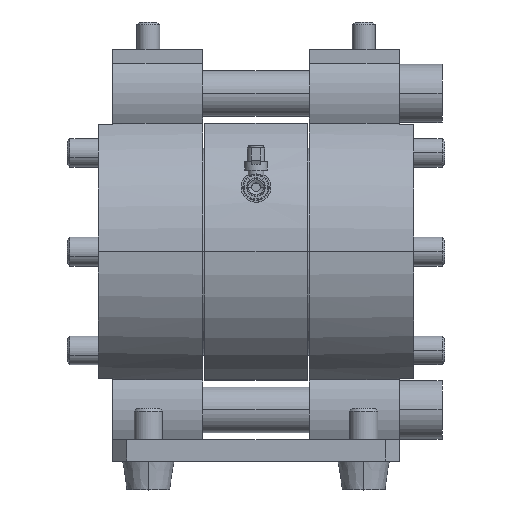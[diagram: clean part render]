
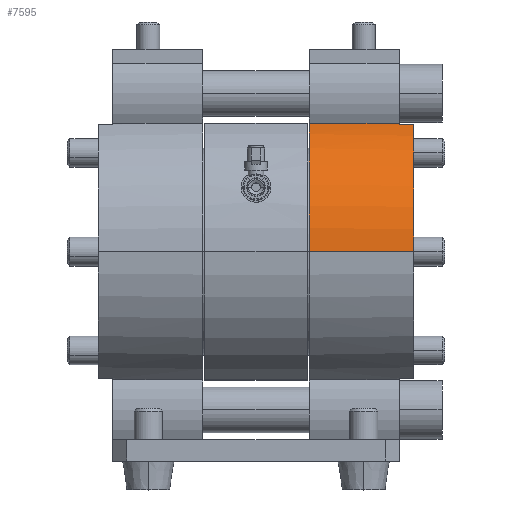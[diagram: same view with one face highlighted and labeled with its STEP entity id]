
A CAD part, top view. The second image highlights one B-rep face of the part: STEP entity #7595.
In plain terms, the highlighted cylindrical face has radius 98 mm (diameter 196 mm), a partial arc.
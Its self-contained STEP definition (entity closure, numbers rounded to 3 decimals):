
#528 = CARTESIAN_POINT ( 'NONE',  ( 12.245, -6.118, 98. ) ) ;
#529 = DIRECTION ( 'NONE',  ( -1., 0., 0. ) ) ;
#530 = VECTOR ( 'NONE', #529, 1000. ) ;
#531 = CARTESIAN_POINT ( 'NONE',  ( 85.245, -6.118, 98. ) ) ;
#532 = LINE ( 'NONE', #531, #530 ) ;
#534 = CARTESIAN_POINT ( 'NONE',  ( 85.245, -6.118, 98. ) ) ;
#1413 = CARTESIAN_POINT ( 'NONE',  ( 12.245, 83.882, 38.781 ) ) ;
#1414 = DIRECTION ( 'NONE',  ( 0., 0., -1. ) ) ;
#1415 = DIRECTION ( 'NONE',  ( 1., 0., 0. ) ) ;
#1416 = CARTESIAN_POINT ( 'NONE',  ( 12.245, -6.118, 0. ) ) ;
#1417 = AXIS2_PLACEMENT_3D ( 'NONE', #1416, #1415, #1414 ) ;
#1418 = CIRCLE ( 'NONE', #1417, 98. ) ;
#1771 = DIRECTION ( 'NONE',  ( -1., 0., 0. ) ) ;
#1772 = VECTOR ( 'NONE', #1771, 1000. ) ;
#1773 = CARTESIAN_POINT ( 'NONE',  ( 75.245, 83.882, 38.781 ) ) ;
#1774 = LINE ( 'NONE', #1773, #1772 ) ;
#1779 = CARTESIAN_POINT ( 'NONE',  ( 75.245, 83.882, 38.781 ) ) ;
#2216 = CARTESIAN_POINT ( 'NONE',  ( 75.245, 82.882, 41.024 ) ) ;
#2217 = DIRECTION ( 'NONE',  ( -1., 0., 0. ) ) ;
#2218 = VECTOR ( 'NONE', #2217, 1000. ) ;
#2219 = CARTESIAN_POINT ( 'NONE',  ( 85.245, 82.882, 41.024 ) ) ;
#2220 = LINE ( 'NONE', #2219, #2218 ) ;
#2221 = CARTESIAN_POINT ( 'NONE',  ( 85.245, 82.882, 41.024 ) ) ;
#2222 = DIRECTION ( 'NONE',  ( 0., 0., -1. ) ) ;
#2223 = DIRECTION ( 'NONE',  ( 1., 0., 0. ) ) ;
#2224 = AXIS2_PLACEMENT_3D ( 'NONE', #2230, #2223, #2222 ) ;
#2225 = CIRCLE ( 'NONE', #2224, 98. ) ;
#2226 = DIRECTION ( 'NONE',  ( 0., 0., 1. ) ) ;
#2227 = DIRECTION ( 'NONE',  ( -1., 0., 0. ) ) ;
#2228 = CARTESIAN_POINT ( 'NONE',  ( 85.245, -6.118, 0. ) ) ;
#2229 = AXIS2_PLACEMENT_3D ( 'NONE', #2228, #2227, #2226 ) ;
#2230 = CARTESIAN_POINT ( 'NONE',  ( 85.245, -6.118, 0. ) ) ;
#2231 = CYLINDRICAL_SURFACE ( 'NONE', #2229, 98. ) ;
#2232 = FACE_OUTER_BOUND ( 'NONE', #7596, .T. ) ;
#2357 = DIRECTION ( 'NONE',  ( 0., 0., -1. ) ) ;
#2358 = DIRECTION ( 'NONE',  ( 1., 0., 0. ) ) ;
#2359 = CARTESIAN_POINT ( 'NONE',  ( 75.245, -6.118, 0. ) ) ;
#2360 = AXIS2_PLACEMENT_3D ( 'NONE', #2359, #2358, #2357 ) ;
#2365 = CIRCLE ( 'NONE', #2360, 98. ) ;
#6620 = VERTEX_POINT ( 'NONE', #534 ) ;
#6623 = EDGE_CURVE ( 'NONE', #6620, #6624, #532, .T. ) ;
#6624 = VERTEX_POINT ( 'NONE', #528 ) ;
#7106 = EDGE_CURVE ( 'NONE', #7107, #6624, #1418, .T. ) ;
#7107 = VERTEX_POINT ( 'NONE', #1413 ) ;
#7311 = VERTEX_POINT ( 'NONE', #1779 ) ;
#7316 = EDGE_CURVE ( 'NONE', #7311, #7107, #1774, .T. ) ;
#7595 = ADVANCED_FACE ( 'NONE', ( #2232 ), #2231, .T. ) ;
#7596 = EDGE_LOOP ( 'NONE', ( #7597, #7598, #7601, #7604, #7658, #7659 ) ) ;
#7597 = ORIENTED_EDGE ( 'NONE', *, *, #6623, .F. ) ;
#7598 = ORIENTED_EDGE ( 'NONE', *, *, #7599, .F. ) ;
#7599 = EDGE_CURVE ( 'NONE', #7600, #6620, #2225, .T. ) ;
#7600 = VERTEX_POINT ( 'NONE', #2221 ) ;
#7601 = ORIENTED_EDGE ( 'NONE', *, *, #7602, .T. ) ;
#7602 = EDGE_CURVE ( 'NONE', #7600, #7603, #2220, .T. ) ;
#7603 = VERTEX_POINT ( 'NONE', #2216 ) ;
#7604 = ORIENTED_EDGE ( 'NONE', *, *, #7657, .F. ) ;
#7657 = EDGE_CURVE ( 'NONE', #7311, #7603, #2365, .T. ) ;
#7658 = ORIENTED_EDGE ( 'NONE', *, *, #7316, .T. ) ;
#7659 = ORIENTED_EDGE ( 'NONE', *, *, #7106, .T. ) ;
